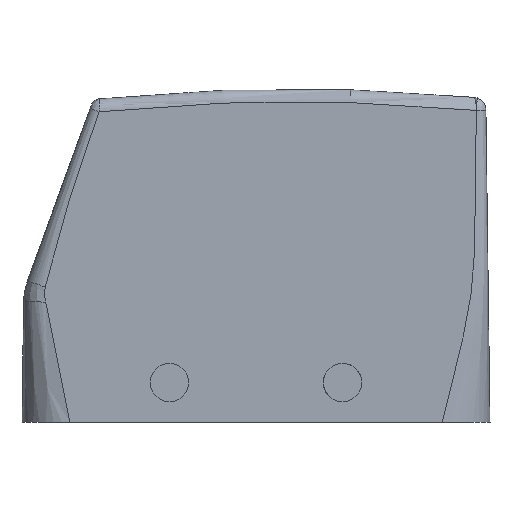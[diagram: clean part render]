
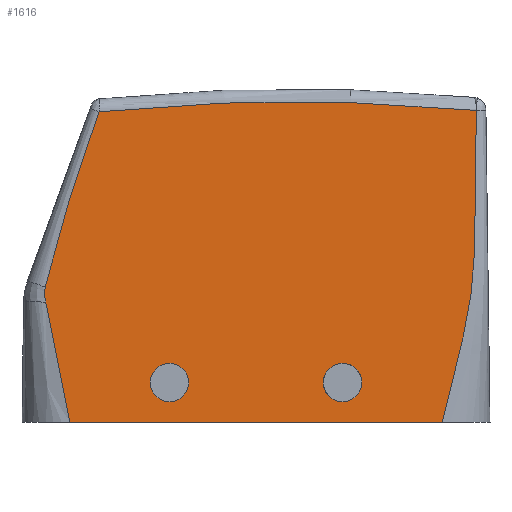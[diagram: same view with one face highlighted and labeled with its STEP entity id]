
A CAD part, left-side view. The second image highlights one B-rep face of the part: STEP entity #1616.
In plain terms, the highlighted planar face has unit normal (-1, 0, 0).
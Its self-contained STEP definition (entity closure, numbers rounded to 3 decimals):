
#1508=AXIS2_PLACEMENT_3D('Plane Axis2P3D',#1505,#1506,#1507) ;
#1512=AXIS2_PLACEMENT_3D('Circle Axis2P3D',#1510,#1511,$) ;
#1582=AXIS2_PLACEMENT_3D('Circle Axis2P3D',#1580,#1581,$) ;
#1591=AXIS2_PLACEMENT_3D('Circle Axis2P3D',#1589,#1590,$) ;
#1600=AXIS2_PLACEMENT_3D('Circle Axis2P3D',#1598,#1599,$) ;
#1609=AXIS2_PLACEMENT_3D('Circle Axis2P3D',#1607,#1608,$) ;
#528=CARTESIAN_POINT('Vertex',(7.5,7.476,0.)) ;
#533=CARTESIAN_POINT('Line Origine',(7.5,36.498,0.)) ;
#537=CARTESIAN_POINT('Vertex',(7.5,65.52,0.)) ;
#1454=CARTESIAN_POINT('Vertex',(7.5,2.135,48.647)) ;
#1458=CARTESIAN_POINT('Control Point',(7.5,2.135,48.647)) ;
#1459=CARTESIAN_POINT('Control Point',(7.5,2.135,48.63)) ;
#1460=CARTESIAN_POINT('Control Point',(7.5,2.135,48.613)) ;
#1461=CARTESIAN_POINT('Control Point',(7.5,2.135,48.597)) ;
#1462=CARTESIAN_POINT('Control Point',(7.5,2.135,48.498)) ;
#1463=CARTESIAN_POINT('Control Point',(7.5,2.134,48.4)) ;
#1464=CARTESIAN_POINT('Control Point',(7.5,2.134,48.204)) ;
#1465=CARTESIAN_POINT('Control Point',(7.5,2.133,48.018)) ;
#1466=CARTESIAN_POINT('Control Point',(7.5,2.132,47.832)) ;
#1467=CARTESIAN_POINT('Control Point',(7.5,2.132,47.728)) ;
#1468=CARTESIAN_POINT('Control Point',(7.5,2.131,47.415)) ;
#1469=CARTESIAN_POINT('Control Point',(7.5,2.13,47.101)) ;
#1470=CARTESIAN_POINT('Control Point',(7.5,2.13,46.893)) ;
#1471=CARTESIAN_POINT('Control Point',(7.5,2.129,46.266)) ;
#1472=CARTESIAN_POINT('Control Point',(7.5,2.128,45.64)) ;
#1473=CARTESIAN_POINT('Control Point',(7.5,2.128,45.222)) ;
#1474=CARTESIAN_POINT('Control Point',(7.5,2.13,43.97)) ;
#1475=CARTESIAN_POINT('Control Point',(7.5,2.135,42.717)) ;
#1476=CARTESIAN_POINT('Control Point',(7.5,2.14,41.883)) ;
#1477=CARTESIAN_POINT('Control Point',(7.5,2.158,39.38)) ;
#1478=CARTESIAN_POINT('Control Point',(7.5,2.188,36.877)) ;
#1479=CARTESIAN_POINT('Control Point',(7.5,2.212,35.21)) ;
#1480=CARTESIAN_POINT('Control Point',(7.5,2.251,32.777)) ;
#1481=CARTESIAN_POINT('Control Point',(7.5,2.303,30.344)) ;
#1482=CARTESIAN_POINT('Control Point',(7.5,2.322,29.578)) ;
#1483=CARTESIAN_POINT('Control Point',(7.5,2.362,28.044)) ;
#1484=CARTESIAN_POINT('Control Point',(7.5,2.414,26.511)) ;
#1485=CARTESIAN_POINT('Control Point',(7.5,2.445,25.754)) ;
#1486=CARTESIAN_POINT('Control Point',(7.5,2.559,23.612)) ;
#1487=CARTESIAN_POINT('Control Point',(7.5,2.751,21.473)) ;
#1488=CARTESIAN_POINT('Control Point',(7.5,2.915,20.102)) ;
#1489=CARTESIAN_POINT('Control Point',(7.5,3.323,17.366)) ;
#1490=CARTESIAN_POINT('Control Point',(7.5,3.868,14.646)) ;
#1491=CARTESIAN_POINT('Control Point',(7.5,4.169,13.29)) ;
#1492=CARTESIAN_POINT('Control Point',(7.5,4.995,9.816)) ;
#1493=CARTESIAN_POINT('Control Point',(7.5,5.899,6.355)) ;
#1494=CARTESIAN_POINT('Control Point',(7.5,6.45,4.241)) ;
#1495=CARTESIAN_POINT('Control Point',(7.5,6.972,2.122)) ;
#1496=CARTESIAN_POINT('Control Point',(7.5,7.476,0.)) ;
#1505=CARTESIAN_POINT('Axis2P3D Location',(7.5,-5.331,-31.164)) ;
#1510=CARTESIAN_POINT('Axis2P3D Location',(7.5,30.5,-248.)) ;
#1514=CARTESIAN_POINT('Vertex',(7.5,60.975,48.438)) ;
#1518=CARTESIAN_POINT('Control Point',(7.5,60.975,48.438)) ;
#1519=CARTESIAN_POINT('Control Point',(7.5,61.022,48.303)) ;
#1520=CARTESIAN_POINT('Control Point',(7.5,61.069,48.169)) ;
#1521=CARTESIAN_POINT('Control Point',(7.5,61.116,48.034)) ;
#1522=CARTESIAN_POINT('Control Point',(7.5,61.211,47.763)) ;
#1523=CARTESIAN_POINT('Control Point',(7.5,61.306,47.493)) ;
#1524=CARTESIAN_POINT('Control Point',(7.5,61.353,47.357)) ;
#1525=CARTESIAN_POINT('Control Point',(7.5,62.253,44.776)) ;
#1526=CARTESIAN_POINT('Control Point',(7.5,63.141,42.188)) ;
#1527=CARTESIAN_POINT('Control Point',(7.5,63.96,39.729)) ;
#1528=CARTESIAN_POINT('Control Point',(7.5,64.838,37.077)) ;
#1529=CARTESIAN_POINT('Control Point',(7.5,65.696,34.419)) ;
#1530=CARTESIAN_POINT('Control Point',(7.5,65.757,34.228)) ;
#1531=CARTESIAN_POINT('Control Point',(7.5,65.993,33.496)) ;
#1532=CARTESIAN_POINT('Control Point',(7.5,66.225,32.767)) ;
#1533=CARTESIAN_POINT('Control Point',(7.5,66.395,32.231)) ;
#1534=CARTESIAN_POINT('Control Point',(7.5,66.719,31.2)) ;
#1535=CARTESIAN_POINT('Control Point',(7.5,67.038,30.161)) ;
#1536=CARTESIAN_POINT('Control Point',(7.5,67.191,29.659)) ;
#1537=CARTESIAN_POINT('Control Point',(7.5,67.614,28.241)) ;
#1538=CARTESIAN_POINT('Control Point',(7.5,68.016,26.819)) ;
#1539=CARTESIAN_POINT('Control Point',(7.5,68.267,25.89)) ;
#1540=CARTESIAN_POINT('Control Point',(7.5,68.656,24.375)) ;
#1541=CARTESIAN_POINT('Control Point',(7.5,69.013,22.852)) ;
#1542=CARTESIAN_POINT('Control Point',(7.5,69.146,22.264)) ;
#1543=CARTESIAN_POINT('Control Point',(7.5,69.274,21.675)) ;
#1544=CARTESIAN_POINT('Control Point',(7.5,69.397,21.087)) ;
#1545=CARTESIAN_POINT('Vertex',(7.5,69.397,21.087)) ;
#1549=CARTESIAN_POINT('Control Point',(7.5,69.397,21.087)) ;
#1550=CARTESIAN_POINT('Control Point',(7.5,69.467,20.617)) ;
#1551=CARTESIAN_POINT('Control Point',(7.5,69.492,20.142)) ;
#1552=CARTESIAN_POINT('Control Point',(7.5,69.472,19.668)) ;
#1553=CARTESIAN_POINT('Control Point',(7.5,69.403,19.202)) ;
#1554=CARTESIAN_POINT('Control Point',(7.5,69.288,18.755)) ;
#1555=CARTESIAN_POINT('Vertex',(7.5,69.288,18.755)) ;
#1559=CARTESIAN_POINT('Control Point',(7.5,69.288,18.755)) ;
#1560=CARTESIAN_POINT('Control Point',(7.5,68.978,16.856)) ;
#1561=CARTESIAN_POINT('Control Point',(7.5,68.63,14.961)) ;
#1562=CARTESIAN_POINT('Control Point',(7.5,68.254,13.074)) ;
#1563=CARTESIAN_POINT('Control Point',(7.5,67.714,10.483)) ;
#1564=CARTESIAN_POINT('Control Point',(7.5,67.163,7.889)) ;
#1565=CARTESIAN_POINT('Control Point',(7.5,66.961,6.941)) ;
#1566=CARTESIAN_POINT('Control Point',(7.5,66.572,5.108)) ;
#1567=CARTESIAN_POINT('Control Point',(7.5,66.188,3.276)) ;
#1568=CARTESIAN_POINT('Control Point',(7.5,65.969,2.219)) ;
#1569=CARTESIAN_POINT('Control Point',(7.5,65.744,1.115)) ;
#1570=CARTESIAN_POINT('Control Point',(7.5,65.52,0.)) ;
#1580=CARTESIAN_POINT('Axis2P3D Location',(7.5,50.,6.2)) ;
#1584=CARTESIAN_POINT('Vertex',(7.5,48.245,7.159)) ;
#1586=CARTESIAN_POINT('Vertex',(7.5,51.755,5.241)) ;
#1589=CARTESIAN_POINT('Axis2P3D Location',(7.5,50.,6.2)) ;
#1598=CARTESIAN_POINT('Axis2P3D Location',(7.5,23.,6.2)) ;
#1602=CARTESIAN_POINT('Vertex',(7.5,21.245,5.241)) ;
#1604=CARTESIAN_POINT('Vertex',(7.5,24.755,7.159)) ;
#1607=CARTESIAN_POINT('Axis2P3D Location',(7.5,23.,6.2)) ;
#534=DIRECTION('Vector Direction',(0.,-1.,0.)) ;
#1506=DIRECTION('Axis2P3D Direction',(-1.,0.,0.)) ;
#1507=DIRECTION('Axis2P3D XDirection',(0.,-0.17,0.985)) ;
#1511=DIRECTION('Axis2P3D Direction',(-1.,0.,0.)) ;
#1581=DIRECTION('Axis2P3D Direction',(-1.,0.,0.)) ;
#1590=DIRECTION('Axis2P3D Direction',(-1.,0.,0.)) ;
#1599=DIRECTION('Axis2P3D Direction',(-1.,0.,0.)) ;
#1608=DIRECTION('Axis2P3D Direction',(-1.,0.,0.)) ;
#535=VECTOR('Line Direction',#534,1.) ;
#1573=ORIENTED_EDGE('',*,*,#1516,.T.) ;
#1574=ORIENTED_EDGE('',*,*,#1547,.F.) ;
#1575=ORIENTED_EDGE('',*,*,#1557,.F.) ;
#1576=ORIENTED_EDGE('',*,*,#1571,.F.) ;
#1577=ORIENTED_EDGE('',*,*,#539,.T.) ;
#1578=ORIENTED_EDGE('',*,*,#1497,.T.) ;
#1595=ORIENTED_EDGE('',*,*,#1588,.F.) ;
#1596=ORIENTED_EDGE('',*,*,#1593,.F.) ;
#1613=ORIENTED_EDGE('',*,*,#1606,.F.) ;
#1614=ORIENTED_EDGE('',*,*,#1611,.F.) ;
#1597=FACE_BOUND('',#1594,.T.) ;
#1615=FACE_BOUND('',#1612,.T.) ;
#1616=ADVANCED_FACE('Housing',(#1579,#1597,#1615),#1509,.T.) ;
#1457=B_SPLINE_CURVE_WITH_KNOTS('',5,(#1458,#1459,#1460,#1461,#1462,#1463,#1464,#1465,#1466,#1467,#1468,#1469,#1470,#1471,#1472,#1473,#1474,#1475,#1476,#1477,#1478,#1479,#1480,#1481,#1482,#1483,#1484,#1485,#1486,#1487,#1488,#1489,#1490,#1491,#1492,#1493,#1494,#1495,#1496),.UNSPECIFIED.,.F.,.U.,(6,3,3,3,3,3,3,3,3,3,3,3,6),(5.137,5.221,5.629,6.151,7.194,9.28,13.453,21.791,25.623,29.465,36.352,43.24,54.063),.UNSPECIFIED.) ;
#1517=B_SPLINE_CURVE_WITH_KNOTS('',5,(#1518,#1519,#1520,#1521,#1522,#1523,#1524,#1525,#1526,#1527,#1528,#1529,#1530,#1531,#1532,#1533,#1534,#1535,#1536,#1537,#1538,#1539,#1540,#1541,#1542,#1543,#1544),.UNSPECIFIED.,.F.,.U.,(6,3,3,3,3,3,3,3,6),(0.,1.013,2.026,20.336,21.755,25.773,29.426,36.228,40.486),.UNSPECIFIED.) ;
#1548=B_SPLINE_CURVE_WITH_KNOTS('',5,(#1549,#1550,#1551,#1552,#1553,#1554),.UNSPECIFIED.,.F.,.U.,(6,6),(0.,3.325),.UNSPECIFIED.) ;
#1558=B_SPLINE_CURVE_WITH_KNOTS('',5,(#1559,#1560,#1561,#1562,#1563,#1564,#1565,#1566,#1567,#1568,#1569,#1570),.UNSPECIFIED.,.F.,.U.,(6,3,3,6),(0.,13.596,18.683,26.773),.UNSPECIFIED.) ;
#1513=CIRCLE('generated circle',#1512,298.) ;
#1583=CIRCLE('generated circle',#1582,2.) ;
#1592=CIRCLE('generated circle',#1591,2.) ;
#1601=CIRCLE('generated circle',#1600,2.) ;
#1610=CIRCLE('generated circle',#1609,2.) ;
#539=EDGE_CURVE('',#538,#529,#536,.T.) ;
#1497=EDGE_CURVE('',#529,#1455,#1457,.F.) ;
#1516=EDGE_CURVE('',#1455,#1515,#1513,.T.) ;
#1547=EDGE_CURVE('',#1546,#1515,#1517,.F.) ;
#1557=EDGE_CURVE('',#1556,#1546,#1548,.F.) ;
#1571=EDGE_CURVE('',#538,#1556,#1558,.F.) ;
#1588=EDGE_CURVE('',#1585,#1587,#1583,.T.) ;
#1593=EDGE_CURVE('',#1587,#1585,#1592,.T.) ;
#1606=EDGE_CURVE('',#1603,#1605,#1601,.T.) ;
#1611=EDGE_CURVE('',#1605,#1603,#1610,.T.) ;
#1572=EDGE_LOOP('',(#1573,#1574,#1575,#1576,#1577,#1578)) ;
#1594=EDGE_LOOP('',(#1595,#1596)) ;
#1612=EDGE_LOOP('',(#1613,#1614)) ;
#1579=FACE_OUTER_BOUND('',#1572,.T.) ;
#536=LINE('Line',#533,#535) ;
#1509=PLANE('',#1508) ;
#529=VERTEX_POINT('',#528) ;
#538=VERTEX_POINT('',#537) ;
#1455=VERTEX_POINT('',#1454) ;
#1515=VERTEX_POINT('',#1514) ;
#1546=VERTEX_POINT('',#1545) ;
#1556=VERTEX_POINT('',#1555) ;
#1585=VERTEX_POINT('',#1584) ;
#1587=VERTEX_POINT('',#1586) ;
#1603=VERTEX_POINT('',#1602) ;
#1605=VERTEX_POINT('',#1604) ;
